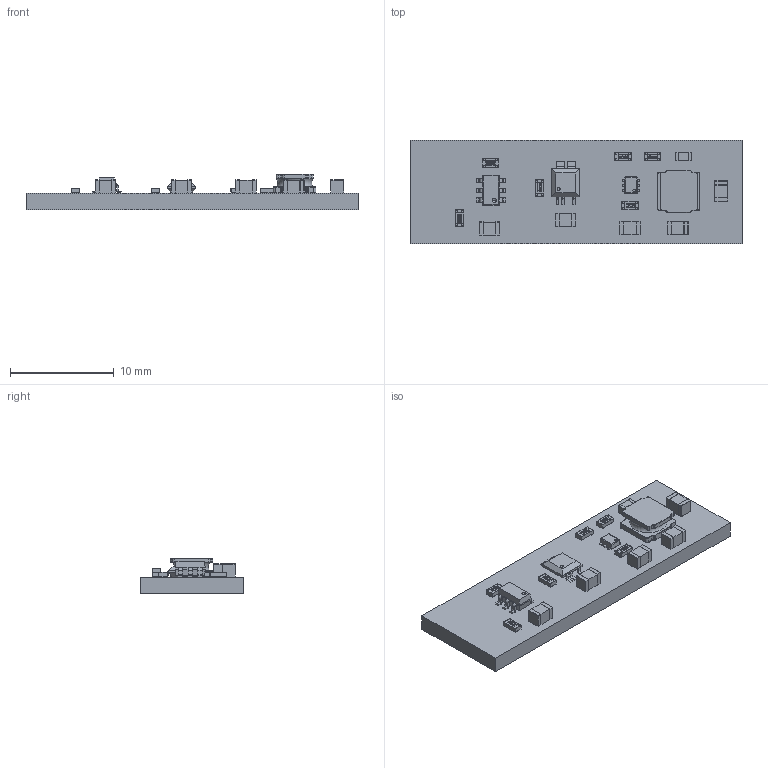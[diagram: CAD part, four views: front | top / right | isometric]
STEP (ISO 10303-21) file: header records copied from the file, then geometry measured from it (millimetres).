
FILE_DESCRIPTION(('Open CASCADE Model'),'2;1');
FILE_NAME('Open CASCADE Shape Model','2024-02-29T01:48:35',('Author'),( 'Open CASCADE'),'Open CASCADE STEP processor 6.8','Open CASCADE 6.8' ,'Unknown');
FILE_SCHEMA(('AUTOMOTIVE_DESIGN { 1 0 10303 214 1 1 1 1 }'));
Length unit declared in the file: millimetre
Products named in the file (26): PCB; Board; Open CASCADE STEP translator 6.8 1.1.1; U3; TI_-_SOT-563_DRL; U2; User_Library-SOT23-6-2; U1; User_Library-XB7608AF; R7; 0603_resistor; R6; R5; R4; R3; R2; L1; Taiyo_Yuden_-_NR4018; C6; 0805_cap; C5; C4; C3; C2; 0603_cap; C1
Assembly tree (34 placements, depth 3):
  PCB
    Board
      Open CASCADE STEP translator 6.8 1.1.1
    U3
      TI_-_SOT-563_DRL
    U2
      User_Library-SOT23-6-2
    U1
      User_Library-XB7608AF
    R7
      0603_resistor
    R6
      0603_resistor
    R5
      0603_resistor
    R4
      0603_resistor
    R3
      0603_resistor
    R2
      0603_resistor
    L1
      Taiyo_Yuden_-_NR4018
    C6
      0805_cap
    C5
      0805_cap
    C4
      0805_cap
    C3
      0805_cap
    C2
      0603_cap
    C1
      0805_cap
Bounding box: 32 x 10 x 3.4 mm (x, y, z)
Volume: 567.8 mm3; surface area: 1027.2 mm2
Topology: 23 solids, 23 shells, 982 faces, 2670 edges, 1689 vertices
Faces by surface type: plane 586, cylinder 269, sphere 102, torus 21, bspline 4
Full cylindrical faces by diameter (mm): 0.25 x1
Entity records: 17584 total; most frequent: CARTESIAN_POINT 3099, DIRECTION 2824, ORIENTED_EDGE 2688, EDGE_CURVE 1344, LINE 954, VECTOR 954, AXIS2_PLACEMENT_3D 935, VERTEX_POINT 837
